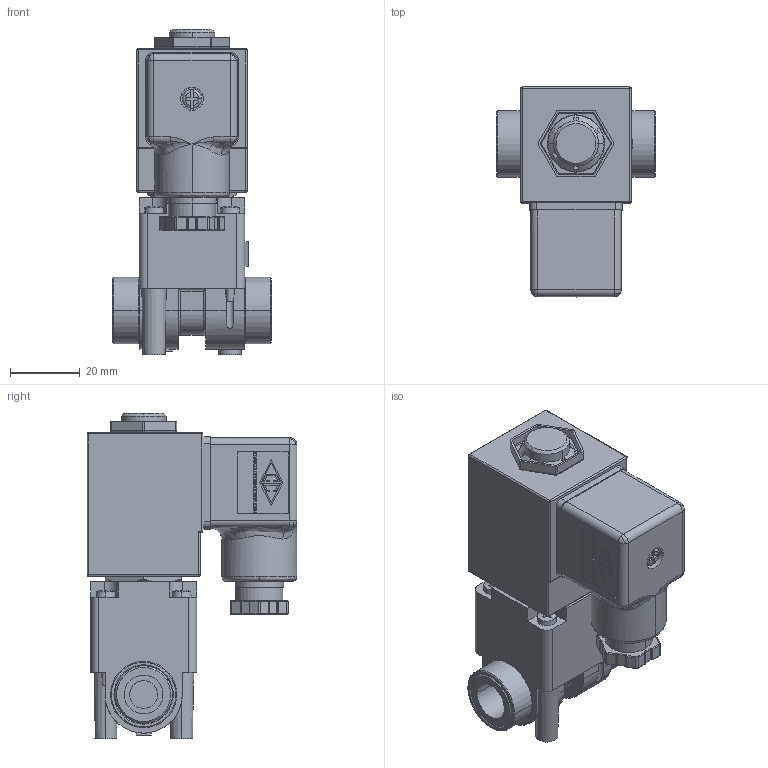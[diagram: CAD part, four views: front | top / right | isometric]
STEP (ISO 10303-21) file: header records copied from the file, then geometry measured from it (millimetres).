
FILE_DESCRIPTION (( 'STEP AP214' ), '1' );
FILE_NAME ('DVM-2BC2G-24A.step', '2016-04-27T15:16:59', ( '' ), ( '' ), 'SwSTEP 2.0', 'SolidWorks 2015', '' );
FILE_SCHEMA (( 'AUTOMOTIVE_DESIGN' ));
Length unit declared in the file: inch
Products named in the file (1): DVM-2BC2G-24A
Bounding box: 45.72 x 60.33 x 93.55 mm (x, y, z)
Volume: 84447.9 mm3; surface area: 43414 mm2
Topology: 14 solids, 14 shells, 1775 faces, 4731 edges, 3019 vertices
Faces by surface type: plane 895, bspline 410, cylinder 351, cone 119
Entity records: 83290 total; most frequent: CARTESIAN_POINT 18388, ORIENTED_EDGE 9322, DIRECTION 7551, EDGE_CURVE 4661, VERTEX_POINT 3019, VECTOR 2771, LINE 2771, AXIS2_PLACEMENT_3D 2390
